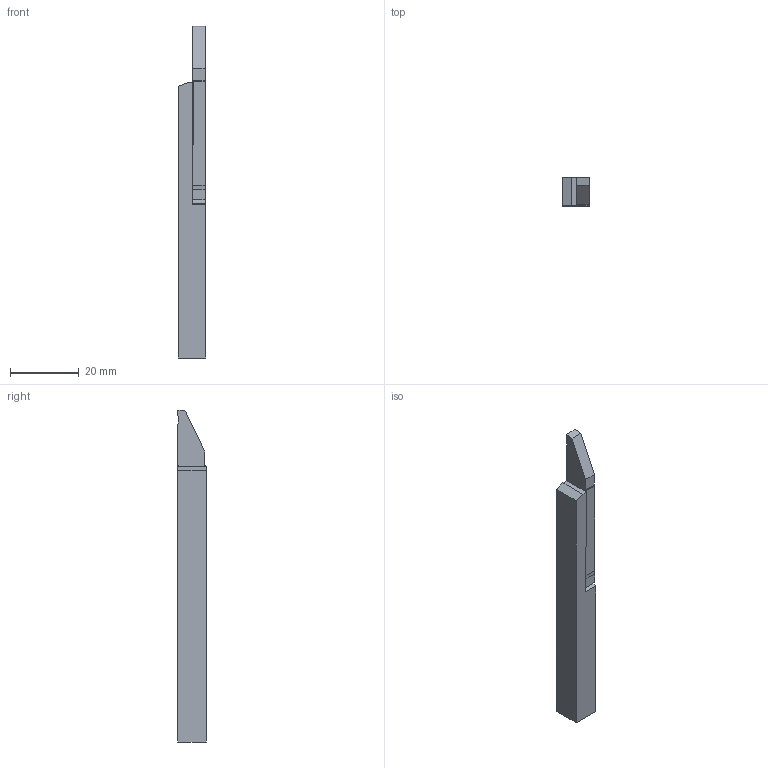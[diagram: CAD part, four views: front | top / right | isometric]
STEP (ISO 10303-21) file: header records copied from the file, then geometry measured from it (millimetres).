
FILE_DESCRIPTION (( 'STEP AP214' ), '1' );
FILE_NAME ('CUT-93-35.step', '2017-05-12T07:58:57', ( '' ), ( '' ), 'SwSTEP 2.0', 'SolidWorks 2016', '' );
FILE_SCHEMA (( 'AUTOMOTIVE_DESIGN' ));
Length unit declared in the file: millimetre
Products named in the file (1): CUT-93-35
Bounding box: 8 x 8.2 x 96.5 mm (x, y, z)
Volume: 5444.1 mm3; surface area: 3267.9 mm2
Topology: 1 solids, 1 shells, 44 faces, 119 edges, 77 vertices
Faces by surface type: plane 34, cylinder 9, torus 1
Entity records: 1606 total; most frequent: CARTESIAN_POINT 253, ORIENTED_EDGE 238, DIRECTION 221, EDGE_CURVE 119, LINE 99, VECTOR 99, VERTEX_POINT 77, AXIS2_PLACEMENT_3D 61
